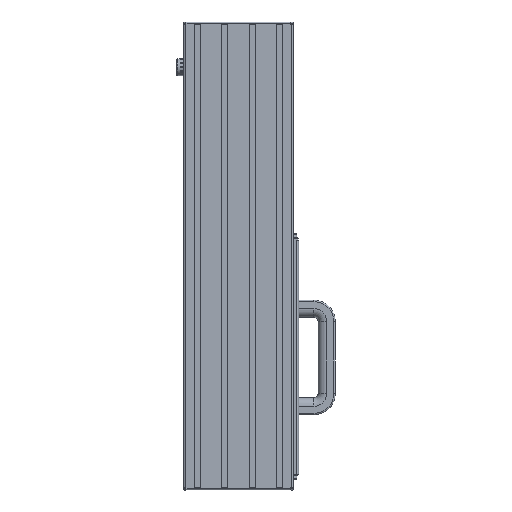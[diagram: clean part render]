
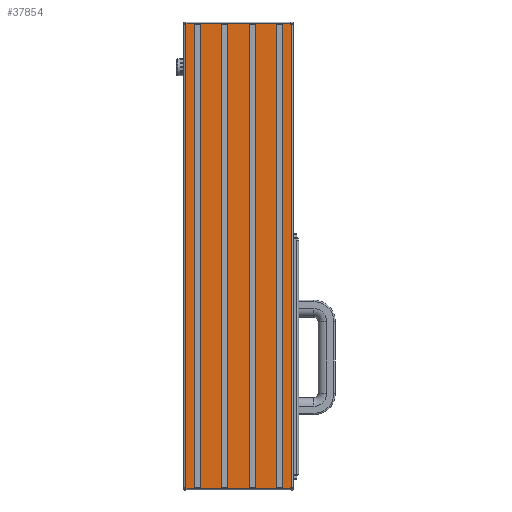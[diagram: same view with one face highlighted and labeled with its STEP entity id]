
A CAD part, front view. The second image highlights one B-rep face of the part: STEP entity #37854.
In plain terms, the highlighted planar face has unit normal (0, -1, 0).
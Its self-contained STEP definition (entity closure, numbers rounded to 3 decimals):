
#6512=ORIENTED_EDGE('',*,*,#11474,.F.);
#6513=ORIENTED_EDGE('',*,*,#11470,.F.);
#6514=ORIENTED_EDGE('',*,*,#11468,.F.);
#6515=ORIENTED_EDGE('',*,*,#11466,.F.);
#6516=ORIENTED_EDGE('',*,*,#11465,.F.);
#6517=ORIENTED_EDGE('',*,*,#11463,.T.);
#6518=ORIENTED_EDGE('',*,*,#11510,.F.);
#6519=ORIENTED_EDGE('',*,*,#11505,.T.);
#6520=ORIENTED_EDGE('',*,*,#11503,.F.);
#6521=ORIENTED_EDGE('',*,*,#11502,.T.);
#6522=ORIENTED_EDGE('',*,*,#11500,.F.);
#6523=ORIENTED_EDGE('',*,*,#11498,.T.);
#6524=ORIENTED_EDGE('',*,*,#11716,.T.);
#6525=ORIENTED_EDGE('',*,*,#11717,.T.);
#6526=ORIENTED_EDGE('',*,*,#11718,.T.);
#6527=ORIENTED_EDGE('',*,*,#11719,.T.);
#6528=ORIENTED_EDGE('',*,*,#11720,.T.);
#6529=ORIENTED_EDGE('',*,*,#11721,.T.);
#6530=ORIENTED_EDGE('',*,*,#11722,.T.);
#6531=ORIENTED_EDGE('',*,*,#11723,.T.);
#6532=ORIENTED_EDGE('',*,*,#11724,.T.);
#6533=ORIENTED_EDGE('',*,*,#11725,.T.);
#6534=ORIENTED_EDGE('',*,*,#11726,.T.);
#6535=ORIENTED_EDGE('',*,*,#11727,.T.);
#6536=ORIENTED_EDGE('',*,*,#11728,.T.);
#6537=ORIENTED_EDGE('',*,*,#11729,.T.);
#6538=ORIENTED_EDGE('',*,*,#11730,.T.);
#6539=ORIENTED_EDGE('',*,*,#11731,.T.);
#11463=EDGE_CURVE('',#14500,#14501,#17194,.T.);
#11465=EDGE_CURVE('',#14500,#14502,#17195,.T.);
#11466=EDGE_CURVE('',#14502,#14503,#17196,.T.);
#11468=EDGE_CURVE('',#14503,#14504,#17197,.T.);
#11470=EDGE_CURVE('',#14504,#14505,#17198,.T.);
#11474=EDGE_CURVE('',#14505,#14506,#17199,.T.);
#11498=EDGE_CURVE('',#14523,#14506,#17220,.T.);
#11500=EDGE_CURVE('',#14523,#14524,#17221,.T.);
#11502=EDGE_CURVE('',#14525,#14524,#17222,.T.);
#11503=EDGE_CURVE('',#14525,#14526,#17223,.T.);
#11505=EDGE_CURVE('',#14527,#14526,#17224,.T.);
#11510=EDGE_CURVE('',#14527,#14501,#17225,.T.);
#11716=EDGE_CURVE('',#14668,#14669,#17334,.T.);
#11717=EDGE_CURVE('',#14669,#14670,#17335,.T.);
#11718=EDGE_CURVE('',#14670,#14671,#17336,.T.);
#11719=EDGE_CURVE('',#14671,#14668,#17337,.T.);
#11720=EDGE_CURVE('',#14672,#14673,#17338,.T.);
#11721=EDGE_CURVE('',#14673,#14674,#17339,.T.);
#11722=EDGE_CURVE('',#14674,#14675,#17340,.T.);
#11723=EDGE_CURVE('',#14675,#14672,#17341,.T.);
#11724=EDGE_CURVE('',#14676,#14677,#17342,.T.);
#11725=EDGE_CURVE('',#14677,#14678,#17343,.T.);
#11726=EDGE_CURVE('',#14678,#14679,#17344,.T.);
#11727=EDGE_CURVE('',#14679,#14676,#17345,.T.);
#11728=EDGE_CURVE('',#14680,#14681,#17346,.T.);
#11729=EDGE_CURVE('',#14681,#14682,#17347,.T.);
#11730=EDGE_CURVE('',#14682,#14683,#17348,.T.);
#11731=EDGE_CURVE('',#14683,#14680,#17349,.T.);
#14500=VERTEX_POINT('',#53555);
#14501=VERTEX_POINT('',#53557);
#14502=VERTEX_POINT('',#53561);
#14503=VERTEX_POINT('',#53565);
#14504=VERTEX_POINT('',#53569);
#14505=VERTEX_POINT('',#53573);
#14506=VERTEX_POINT('',#53579);
#14523=VERTEX_POINT('',#53627);
#14524=VERTEX_POINT('',#53631);
#14525=VERTEX_POINT('',#53635);
#14526=VERTEX_POINT('',#53639);
#14527=VERTEX_POINT('',#53643);
#14668=VERTEX_POINT('',#54284);
#14669=VERTEX_POINT('',#54285);
#14670=VERTEX_POINT('',#54287);
#14671=VERTEX_POINT('',#54289);
#14672=VERTEX_POINT('',#54292);
#14673=VERTEX_POINT('',#54293);
#14674=VERTEX_POINT('',#54295);
#14675=VERTEX_POINT('',#54297);
#14676=VERTEX_POINT('',#54300);
#14677=VERTEX_POINT('',#54301);
#14678=VERTEX_POINT('',#54303);
#14679=VERTEX_POINT('',#54305);
#14680=VERTEX_POINT('',#54308);
#14681=VERTEX_POINT('',#54309);
#14682=VERTEX_POINT('',#54311);
#14683=VERTEX_POINT('',#54313);
#17194=LINE('',#53558,#19796);
#17195=LINE('',#53562,#19797);
#17196=LINE('',#53564,#19798);
#17197=LINE('',#53568,#19799);
#17198=LINE('',#53572,#19800);
#17199=LINE('',#53580,#19801);
#17220=LINE('',#53628,#19822);
#17221=LINE('',#53632,#19823);
#17222=LINE('',#53636,#19824);
#17223=LINE('',#53638,#19825);
#17224=LINE('',#53642,#19826);
#17225=LINE('',#53651,#19827);
#17334=LINE('',#54283,#19936);
#17335=LINE('',#54286,#19937);
#17336=LINE('',#54288,#19938);
#17337=LINE('',#54290,#19939);
#17338=LINE('',#54291,#19940);
#17339=LINE('',#54294,#19941);
#17340=LINE('',#54296,#19942);
#17341=LINE('',#54298,#19943);
#17342=LINE('',#54299,#19944);
#17343=LINE('',#54302,#19945);
#17344=LINE('',#54304,#19946);
#17345=LINE('',#54306,#19947);
#17346=LINE('',#54307,#19948);
#17347=LINE('',#54310,#19949);
#17348=LINE('',#54312,#19950);
#17349=LINE('',#54314,#19951);
#19796=VECTOR('',#44857,1000.);
#19797=VECTOR('',#44862,1000.);
#19798=VECTOR('',#44865,1000.);
#19799=VECTOR('',#44870,1000.);
#19800=VECTOR('',#44875,1000.);
#19801=VECTOR('',#44886,1000.);
#19822=VECTOR('',#44927,1000.);
#19823=VECTOR('',#44932,1000.);
#19824=VECTOR('',#44937,1000.);
#19825=VECTOR('',#44940,1000.);
#19826=VECTOR('',#44945,1000.);
#19827=VECTOR('',#44960,1000.);
#19936=VECTOR('',#45503,1000.);
#19937=VECTOR('',#45504,1000.);
#19938=VECTOR('',#45505,1000.);
#19939=VECTOR('',#45506,1000.);
#19940=VECTOR('',#45507,1000.);
#19941=VECTOR('',#45508,1000.);
#19942=VECTOR('',#45509,1000.);
#19943=VECTOR('',#45510,1000.);
#19944=VECTOR('',#45511,1000.);
#19945=VECTOR('',#45512,1000.);
#19946=VECTOR('',#45513,1000.);
#19947=VECTOR('',#45514,1000.);
#19948=VECTOR('',#45515,1000.);
#19949=VECTOR('',#45516,1000.);
#19950=VECTOR('',#45517,1000.);
#19951=VECTOR('',#45518,1000.);
#21885=EDGE_LOOP('',(#6512,#6513,#6514,#6515,#6516,#6517,#6518,#6519,#6520,
#6521,#6522,#6523));
#21886=EDGE_LOOP('',(#6524,#6525,#6526,#6527));
#21887=EDGE_LOOP('',(#6528,#6529,#6530,#6531));
#21888=EDGE_LOOP('',(#6532,#6533,#6534,#6535));
#21889=EDGE_LOOP('',(#6536,#6537,#6538,#6539));
#23914=FACE_BOUND('',#21885,.T.);
#23915=FACE_BOUND('',#21886,.T.);
#23916=FACE_BOUND('',#21887,.T.);
#23917=FACE_BOUND('',#21888,.T.);
#23918=FACE_BOUND('',#21889,.T.);
#25437=PLANE('',#39962);
#37854=ADVANCED_FACE('',(#23914,#23915,#23916,#23917,#23918),#25437,.T.);
#39962=AXIS2_PLACEMENT_3D('',#54282,#45501,#45502);
#44857=DIRECTION('',(0.,0.,-1.));
#44862=DIRECTION('',(-1.,0.,0.));
#44865=DIRECTION('',(0.,0.,1.));
#44870=DIRECTION('',(1.,0.,0.));
#44875=DIRECTION('',(0.,0.,1.));
#44886=DIRECTION('',(1.,0.,0.));
#44927=DIRECTION('',(0.,0.,1.));
#44932=DIRECTION('',(1.,0.,0.));
#44937=DIRECTION('',(0.,0.,1.));
#44940=DIRECTION('',(-1.,0.,0.));
#44945=DIRECTION('',(0.,0.,1.));
#44960=DIRECTION('',(-1.,0.,0.));
#45501=DIRECTION('',(0.,-1.,0.));
#45502=DIRECTION('',(0.,0.,-1.));
#45503=DIRECTION('',(-1.,0.,0.));
#45504=DIRECTION('',(0.,0.,1.));
#45505=DIRECTION('',(1.,0.,0.));
#45506=DIRECTION('',(0.,0.,-1.));
#45507=DIRECTION('',(-1.,0.,0.));
#45508=DIRECTION('',(0.,0.,1.));
#45509=DIRECTION('',(1.,0.,0.));
#45510=DIRECTION('',(0.,0.,-1.));
#45511=DIRECTION('',(0.,0.,1.));
#45512=DIRECTION('',(1.,0.,0.));
#45513=DIRECTION('',(0.,0.,-1.));
#45514=DIRECTION('',(-1.,0.,0.));
#45515=DIRECTION('',(-1.,0.,0.));
#45516=DIRECTION('',(0.,0.,1.));
#45517=DIRECTION('',(1.,0.,0.));
#45518=DIRECTION('',(0.,0.,-1.));
#53555=CARTESIAN_POINT('',(420.605,252.648,-162.289));
#53557=CARTESIAN_POINT('',(420.605,252.648,-164.289));
#53558=CARTESIAN_POINT('',(420.605,252.648,-164.289));
#53561=CARTESIAN_POINT('',(419.605,252.648,-162.289));
#53562=CARTESIAN_POINT('',(540.605,252.648,-162.289));
#53564=CARTESIAN_POINT('',(419.605,252.648,-162.289));
#53565=CARTESIAN_POINT('',(419.605,252.648,597.711));
#53568=CARTESIAN_POINT('',(506.614,252.648,597.711));
#53569=CARTESIAN_POINT('',(420.605,252.648,597.711));
#53572=CARTESIAN_POINT('',(420.605,252.648,599.711));
#53573=CARTESIAN_POINT('',(420.605,252.648,599.711));
#53579=CARTESIAN_POINT('',(592.605,252.648,599.711));
#53580=CARTESIAN_POINT('',(461.605,252.648,599.711));
#53627=CARTESIAN_POINT('',(592.605,252.648,597.711));
#53628=CARTESIAN_POINT('',(592.605,252.648,599.711));
#53631=CARTESIAN_POINT('',(593.605,252.648,597.711));
#53632=CARTESIAN_POINT('',(506.614,252.648,597.711));
#53635=CARTESIAN_POINT('',(593.605,252.648,-162.289));
#53636=CARTESIAN_POINT('',(593.605,252.648,-162.289));
#53638=CARTESIAN_POINT('',(540.605,252.648,-162.289));
#53639=CARTESIAN_POINT('',(592.605,252.648,-162.289));
#53642=CARTESIAN_POINT('',(592.605,252.648,-164.289));
#53643=CARTESIAN_POINT('',(592.605,252.648,-164.289));
#53651=CARTESIAN_POINT('',(551.605,252.648,-164.289));
#54282=CARTESIAN_POINT('',(524.105,252.648,-162.289));
#54283=CARTESIAN_POINT('',(506.605,252.648,-162.289));
#54284=CARTESIAN_POINT('',(444.105,252.648,-162.289));
#54285=CARTESIAN_POINT('',(434.105,252.648,-162.289));
#54286=CARTESIAN_POINT('',(434.105,252.648,-162.289));
#54287=CARTESIAN_POINT('',(434.105,252.648,597.711));
#54288=CARTESIAN_POINT('',(506.605,252.648,597.711));
#54289=CARTESIAN_POINT('',(444.105,252.648,597.711));
#54290=CARTESIAN_POINT('',(444.105,252.648,-162.289));
#54291=CARTESIAN_POINT('',(506.605,252.648,-162.289));
#54292=CARTESIAN_POINT('',(489.105,252.648,-162.289));
#54293=CARTESIAN_POINT('',(479.105,252.648,-162.289));
#54294=CARTESIAN_POINT('',(479.105,252.648,-162.289));
#54295=CARTESIAN_POINT('',(479.105,252.648,597.711));
#54296=CARTESIAN_POINT('',(506.605,252.648,597.711));
#54297=CARTESIAN_POINT('',(489.105,252.648,597.711));
#54298=CARTESIAN_POINT('',(489.105,252.648,-162.289));
#54299=CARTESIAN_POINT('',(569.105,252.648,-162.289));
#54300=CARTESIAN_POINT('',(569.105,252.648,-162.289));
#54301=CARTESIAN_POINT('',(569.105,252.648,597.711));
#54302=CARTESIAN_POINT('',(506.605,252.648,597.711));
#54303=CARTESIAN_POINT('',(579.105,252.648,597.711));
#54304=CARTESIAN_POINT('',(579.105,252.648,-162.289));
#54305=CARTESIAN_POINT('',(579.105,252.648,-162.289));
#54306=CARTESIAN_POINT('',(506.605,252.648,-162.289));
#54307=CARTESIAN_POINT('',(506.605,252.648,-162.289));
#54308=CARTESIAN_POINT('',(534.105,252.648,-162.289));
#54309=CARTESIAN_POINT('',(524.105,252.648,-162.289));
#54310=CARTESIAN_POINT('',(524.105,252.648,-162.289));
#54311=CARTESIAN_POINT('',(524.105,252.648,597.711));
#54312=CARTESIAN_POINT('',(506.605,252.648,597.711));
#54313=CARTESIAN_POINT('',(534.105,252.648,597.711));
#54314=CARTESIAN_POINT('',(534.105,252.648,-162.289));
